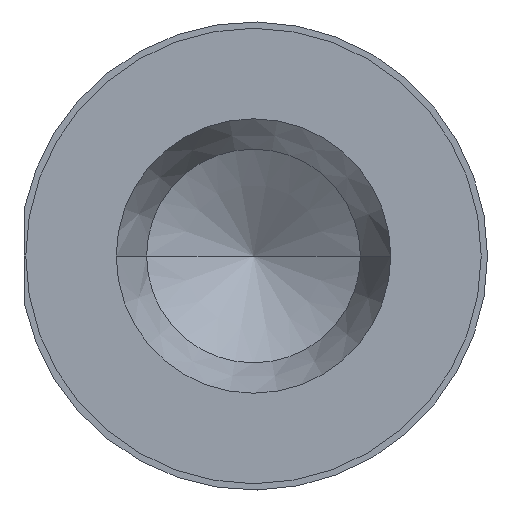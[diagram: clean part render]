
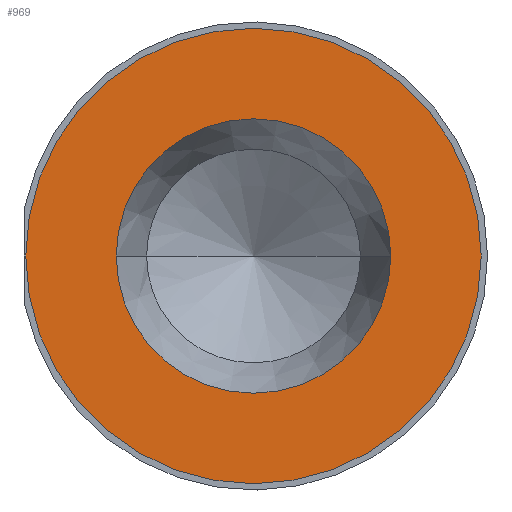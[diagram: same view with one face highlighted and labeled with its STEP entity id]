
A CAD part, front view. The second image highlights one B-rep face of the part: STEP entity #969.
In plain terms, the highlighted planar face has unit normal (0, -1, 0).
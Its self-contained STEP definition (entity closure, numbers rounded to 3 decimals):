
#232=CARTESIAN_POINT('',(0.,-25.239,0.));
#233=DIRECTION('',(0.,-1.,0.));
#234=DIRECTION('',(-1.,0.,0.));
#235=AXIS2_PLACEMENT_3D('',#232,#233,#234);
#237=CARTESIAN_POINT('',(0.,-25.239,0.));
#238=DIRECTION('',(0.,1.,0.));
#239=DIRECTION('',(-1.,0.,0.));
#240=AXIS2_PLACEMENT_3D('',#237,#238,#239);
#242=CARTESIAN_POINT('',(0.,-25.239,0.));
#243=DIRECTION('',(0.,1.,0.));
#244=DIRECTION('',(-1.,0.,0.));
#245=AXIS2_PLACEMENT_3D('',#242,#243,#244);
#255=CARTESIAN_POINT('',(0.,-25.239,0.));
#256=DIRECTION('',(0.,-1.,0.));
#257=DIRECTION('',(-1.,0.,0.));
#258=AXIS2_PLACEMENT_3D('',#255,#256,#257);
#548=CARTESIAN_POINT('',(-9.,-25.239,0.));
#549=VERTEX_POINT('',#548);
#550=CARTESIAN_POINT('',(-5.425,-25.239,0.));
#552=VERTEX_POINT('',#550);
#598=CARTESIAN_POINT('',(9.,-25.239,0.));
#599=VERTEX_POINT('',#598);
#600=CARTESIAN_POINT('',(5.425,-25.239,0.));
#602=VERTEX_POINT('',#600);
#954=CARTESIAN_POINT('',(0.,-25.239,0.));
#955=DIRECTION('',(0.,1.,0.));
#956=DIRECTION('',(1.,0.,0.));
#957=AXIS2_PLACEMENT_3D('',#954,#955,#956);
#958=PLANE('',#957);
#959=ORIENTED_EDGE('',*,*,#947,.F.);
#960=ORIENTED_EDGE('',*,*,#936,.T.);
#961=EDGE_LOOP('',(#959,#960));
#962=FACE_OUTER_BOUND('',#961,.F.);
#964=ORIENTED_EDGE('',*,*,#963,.F.);
#966=ORIENTED_EDGE('',*,*,#965,.T.);
#967=EDGE_LOOP('',(#964,#966));
#968=FACE_BOUND('',#967,.F.);
#969=ADVANCED_FACE('',(#962,#968),#958,.F.);
#236=CIRCLE('',#235,9.);
#241=CIRCLE('',#240,9.);
#246=CIRCLE('',#245,5.425);
#259=CIRCLE('',#258,5.425);
#936=EDGE_CURVE('',#549,#599,#241,.T.);
#947=EDGE_CURVE('',#549,#599,#236,.T.);
#963=EDGE_CURVE('',#552,#602,#246,.T.);
#965=EDGE_CURVE('',#552,#602,#259,.T.);
